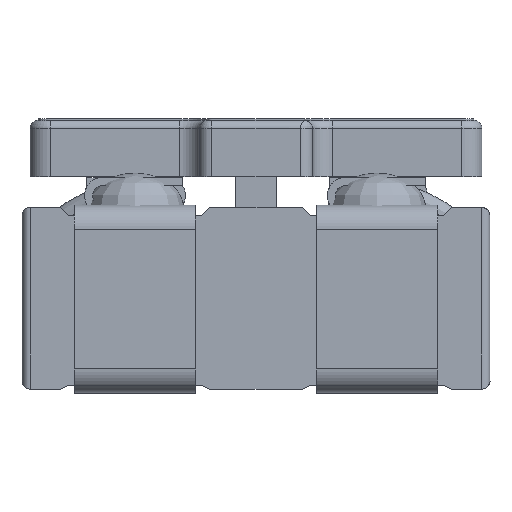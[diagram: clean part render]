
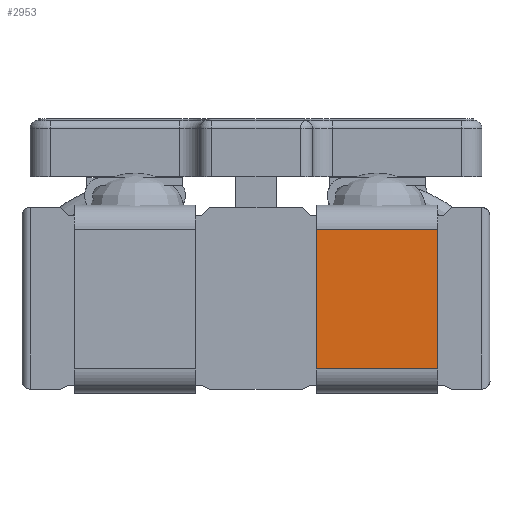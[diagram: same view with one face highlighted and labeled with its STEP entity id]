
A CAD part, front view. The second image highlights one B-rep face of the part: STEP entity #2953.
In plain terms, the highlighted face is planar.
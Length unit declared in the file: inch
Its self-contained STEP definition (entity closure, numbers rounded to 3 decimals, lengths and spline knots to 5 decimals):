
#562 = CARTESIAN_POINT ( 'NONE',  ( -0.02953, 0.00404, -0.08075 ) ) ;
#780 = EDGE_CURVE ( 'NONE', #18203, #11879, #26741, .T. ) ;
#1548 = CARTESIAN_POINT ( 'NONE',  ( 0., 0.00404, -0.01257 ) ) ;
#2752 = CARTESIAN_POINT ( 'NONE',  ( -0.02953, 0.00404, -0.04666 ) ) ;
#2953 = ADVANCED_FACE ( 'NONE', ( #20225 ), #7048, .T. ) ;
#3254 = VERTEX_POINT ( 'NONE', #20015 ) ;
#3454 = CARTESIAN_POINT ( 'NONE',  ( 0., 0.00404, -0.08075 ) ) ;
#4376 = CARTESIAN_POINT ( 'NONE',  ( -0.02953, 0.00404, -0.01257 ) ) ;
#4711 = EDGE_CURVE ( 'NONE', #11879, #3254, #12594, .T. ) ;
#6284 = CARTESIAN_POINT ( 'NONE',  ( 0.02953, 0.00404, -0.04666 ) ) ;
#7048 = PLANE ( 'NONE',  #28308 ) ;
#8289 = DIRECTION ( 'NONE',  ( -1., 0., 0. ) ) ;
#9151 = VECTOR ( 'NONE', #8289, 39.37008 ) ;
#9239 = ORIENTED_EDGE ( 'NONE', *, *, #4711, .T. ) ;
#9626 = DIRECTION ( 'NONE',  ( 0., 0., 1. ) ) ;
#10923 = ORIENTED_EDGE ( 'NONE', *, *, #27274, .T. ) ;
#11638 = VECTOR ( 'NONE', #26463, 39.37008 ) ;
#11879 = VERTEX_POINT ( 'NONE', #4376 ) ;
#12594 = LINE ( 'NONE', #1548, #28140 ) ;
#12977 = ORIENTED_EDGE ( 'NONE', *, *, #780, .T. ) ;
#15601 = VECTOR ( 'NONE', #26246, 39.37008 ) ;
#17799 = ORIENTED_EDGE ( 'NONE', *, *, #27416, .T. ) ;
#18203 = VERTEX_POINT ( 'NONE', #21251 ) ;
#19130 = VERTEX_POINT ( 'NONE', #25738 ) ;
#20015 = CARTESIAN_POINT ( 'NONE',  ( 0.02953, 0.00404, -0.01257 ) ) ;
#20225 = FACE_OUTER_BOUND ( 'NONE', #25170, .T. ) ;
#20365 = DIRECTION ( 'NONE',  ( 0., 1., 0. ) ) ;
#21251 = CARTESIAN_POINT ( 'NONE',  ( -0.02953, 0.00404, -0.08075 ) ) ;
#21334 = LINE ( 'NONE', #3454, #9151 ) ;
#25170 = EDGE_LOOP ( 'NONE', ( #17799, #10923, #12977, #9239 ) ) ;
#25738 = CARTESIAN_POINT ( 'NONE',  ( 0.02953, 0.00404, -0.08075 ) ) ;
#25967 = LINE ( 'NONE', #6284, #15601 ) ;
#26246 = DIRECTION ( 'NONE',  ( 0., 0., -1. ) ) ;
#26463 = DIRECTION ( 'NONE',  ( 0., 0., 1. ) ) ;
#26741 = LINE ( 'NONE', #2752, #11638 ) ;
#27274 = EDGE_CURVE ( 'NONE', #19130, #18203, #21334, .T. ) ;
#27416 = EDGE_CURVE ( 'NONE', #3254, #19130, #25967, .T. ) ;
#27816 = DIRECTION ( 'NONE',  ( 1., 0., 0. ) ) ;
#28140 = VECTOR ( 'NONE', #27816, 39.37008 ) ;
#28308 = AXIS2_PLACEMENT_3D ( 'NONE', #562, #20365, #9626 ) ;
